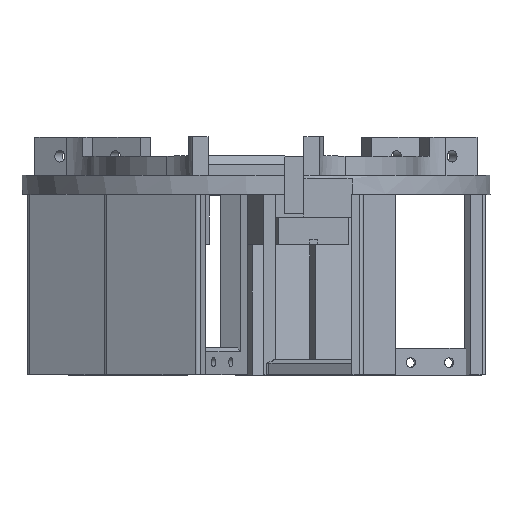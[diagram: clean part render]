
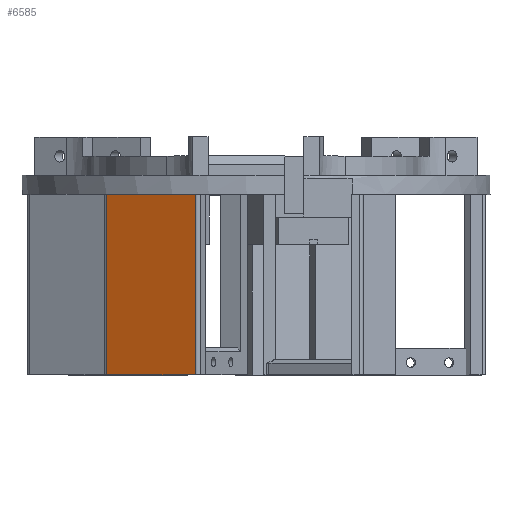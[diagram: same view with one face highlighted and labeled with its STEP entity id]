
A CAD part, top view. The second image highlights one B-rep face of the part: STEP entity #6585.
In plain terms, the highlighted planar face has unit normal (-0.454, 0, 0.891).
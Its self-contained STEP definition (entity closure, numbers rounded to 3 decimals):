
#507=FACE_OUTER_BOUND('',#872,.T.);
#872=EDGE_LOOP('',(#5330,#5331,#5332,#5333));
#1162=LINE('',#9325,#1952);
#1600=LINE('',#10392,#2390);
#1604=LINE('',#10400,#2394);
#1605=LINE('',#10401,#2395);
#1952=VECTOR('',#7453,10.);
#2390=VECTOR('',#8385,10.);
#2394=VECTOR('',#8393,10.);
#2395=VECTOR('',#8394,10.);
#2750=VERTEX_POINT('',#9322);
#2751=VERTEX_POINT('',#9324);
#3104=VERTEX_POINT('',#10390);
#3106=VERTEX_POINT('',#10399);
#3396=EDGE_CURVE('',#2750,#2751,#1162,.F.);
#3926=EDGE_CURVE('',#3104,#2750,#1600,.T.);
#3930=EDGE_CURVE('',#3106,#3104,#1604,.F.);
#3931=EDGE_CURVE('',#2751,#3106,#1605,.T.);
#5330=ORIENTED_EDGE('',*,*,#3926,.F.);
#5331=ORIENTED_EDGE('',*,*,#3930,.F.);
#5332=ORIENTED_EDGE('',*,*,#3931,.F.);
#5333=ORIENTED_EDGE('',*,*,#3396,.F.);
#6288=PLANE('',#7050);
#6585=ADVANCED_FACE('',(#507),#6288,.T.);
#7050=AXIS2_PLACEMENT_3D('',#10398,#8391,#8392);
#7453=DIRECTION('',(-0.891,0.,-0.454));
#8385=DIRECTION('',(0.,1.,0.));
#8391=DIRECTION('center_axis',(-0.454,0.,0.891));
#8392=DIRECTION('ref_axis',(-0.891,0.,-0.454));
#8393=DIRECTION('',(0.891,0.,0.454));
#8394=DIRECTION('',(0.,-1.,0.));
#9322=CARTESIAN_POINT('',(-22.473,-5.,-10.354));
#9324=CARTESIAN_POINT('',(0.698,-5.,1.439));
#9325=CARTESIAN_POINT('',(-4.392,-5.,-1.152));
#10390=CARTESIAN_POINT('',(-22.473,-52.,-10.354));
#10392=CARTESIAN_POINT('',(-22.473,-5.,-10.354));
#10398=CARTESIAN_POINT('Origin',(1.59,-5.,1.893));
#10399=CARTESIAN_POINT('',(0.698,-52.,1.439));
#10400=CARTESIAN_POINT('',(0.253,-52.,1.213));
#10401=CARTESIAN_POINT('',(0.698,-5.,1.439));
